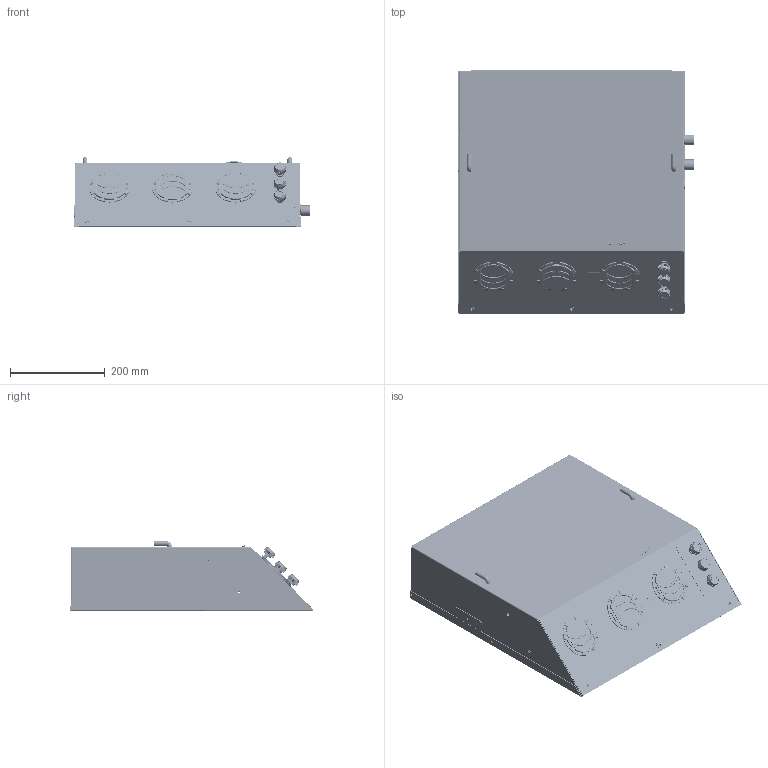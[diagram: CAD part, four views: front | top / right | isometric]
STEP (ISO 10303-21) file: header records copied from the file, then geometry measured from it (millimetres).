
FILE_DESCRIPTION (( 'STEP AP214' ), '1' );
FILE_NAME ('HA-9750-12.STEP', '2021-11-08T12:17:01', ( '' ), ( '' ), 'SwSTEP 2.0', 'SolidWorks 2017', '' );
FILE_SCHEMA (( 'AUTOMOTIVE_DESIGN' ));
Length unit declared in the file: inch
Products named in the file (25): HA-9750-12; 520-9750-3; 411-475-H; 514-412; 302-140-020; 440-087; 300-464; 411-055; 411-064; mot; 412-983; 520-9750-1; 411-058; 411-842; 419-856; 413-228-5; 520-9750-5; 412-102; DOUBLE squirel; 520-9750-6; 520-9750-4; 411-146; 413-203; 401-850; 520-9750-2
Assembly tree (34 placements, depth 3):
  HA-9750-12
    520-9750-2
    411-146
    514-412
    411-475-H
    520-9750-3  x2
    520-9750-4
    520-9750-5
    300-464
    401-850
      mot
      DOUBLE squirel
    419-856
    520-9750-6
    411-842  x3
    440-087  x2
    412-102
    412-983
    413-203
    411-058
    411-064
    411-055
    413-228-5
    302-140-020  x7
    520-9750-1
Bounding box: 498.41 x 515.87 x 147.25 mm (x, y, z)
Volume: 9387999 mm3; surface area: 4433207.8 mm2
Topology: 138 solids, 138 shells, 7661 faces, 20744 edges, 13483 vertices
Faces by surface type: plane 3871, cylinder 2901, torus 364, cone 332, bspline 189, sphere 4
Entity records: 236146 total; most frequent: CARTESIAN_POINT 48783, DIRECTION 39408, ORIENTED_EDGE 38372, EDGE_CURVE 19186, AXIS2_PLACEMENT_3D 13836, VERTEX_POINT 12495, LINE 11736, VECTOR 11736
